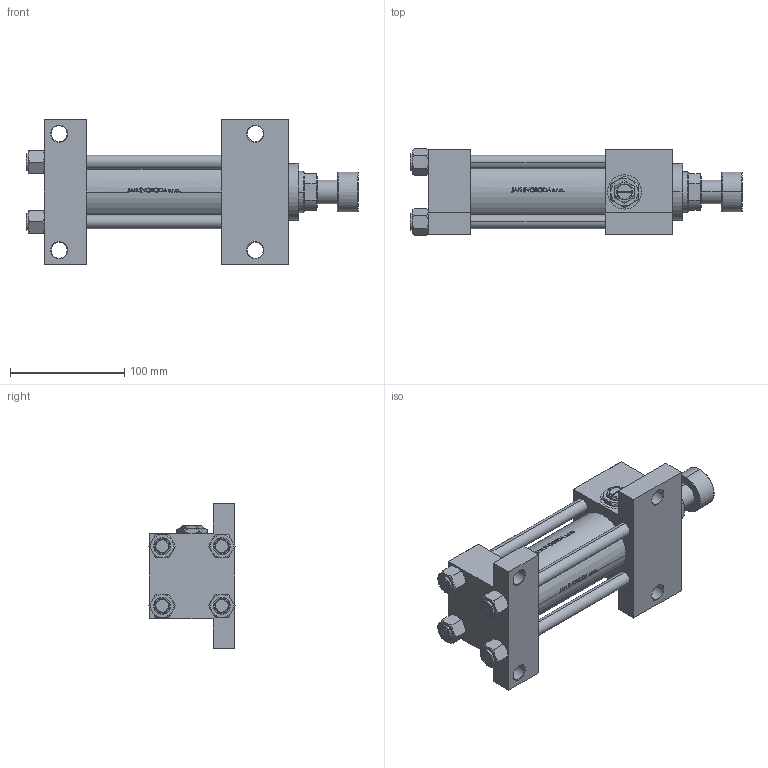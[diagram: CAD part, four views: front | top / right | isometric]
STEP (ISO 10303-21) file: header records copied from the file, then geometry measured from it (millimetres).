
FILE_DESCRIPTION (( 'STEP AP203' ), '1' );
FILE_NAME ('6ef2.STEP', '2022-04-16T03:35:35', ( '' ), ( '' ), 'SwSTEP 2.0', 'SolidWorks 2019', '' );
FILE_SCHEMA (( 'CONFIG_CONTROL_DESIGN' ));
Length unit declared in the file: millimetre
Products named in the file (8): V215CR_ROD_END_F ea929b09a427c305efc0e3cbbc169614; 6ef2; V215CR_G_TYCINKA ea929b09a427c305efc0e3cbbc169614; Zatka_pro_OIL_PORT ea929b09a427c305efc0e3cbbc169614; V215CR_G_Body ea929b09a427c305efc0e3cbbc169614; V215_VC_A ea929b09a427c305efc0e3cbbc169614; V215CR_VCP_G ea929b09a427c305efc0e3cbbc169614; NUT_M5_G ea929b09a427c305efc0e3cbbc169614
Assembly tree (17 placements, depth 2):
  6ef2
    V215CR_G_Body ea929b09a427c305efc0e3cbbc169614
    V215CR_VCP_G ea929b09a427c305efc0e3cbbc169614
    V215CR_G_TYCINKA ea929b09a427c305efc0e3cbbc169614  x6
    NUT_M5_G ea929b09a427c305efc0e3cbbc169614  x6
    V215_VC_A ea929b09a427c305efc0e3cbbc169614
    V215CR_ROD_END_F ea929b09a427c305efc0e3cbbc169614
    Zatka_pro_OIL_PORT ea929b09a427c305efc0e3cbbc169614
Bounding box: 291 x 75.54 x 127 mm (x, y, z)
Volume: 967376 mm3; surface area: 229536.7 mm2
Topology: 17 solids, 17 shells, 1229 faces, 3050 edges, 1943 vertices
Faces by surface type: plane 479, bspline 380, cone 210, cylinder 144, torus 16
Entity records: 49690 total; most frequent: CARTESIAN_POINT 26511, ORIENTED_EDGE 5256, DIRECTION 3304, EDGE_CURVE 2628, VERTEX_POINT 1703, LINE 1336, VECTOR 1336, EDGE_LOOP 1135
